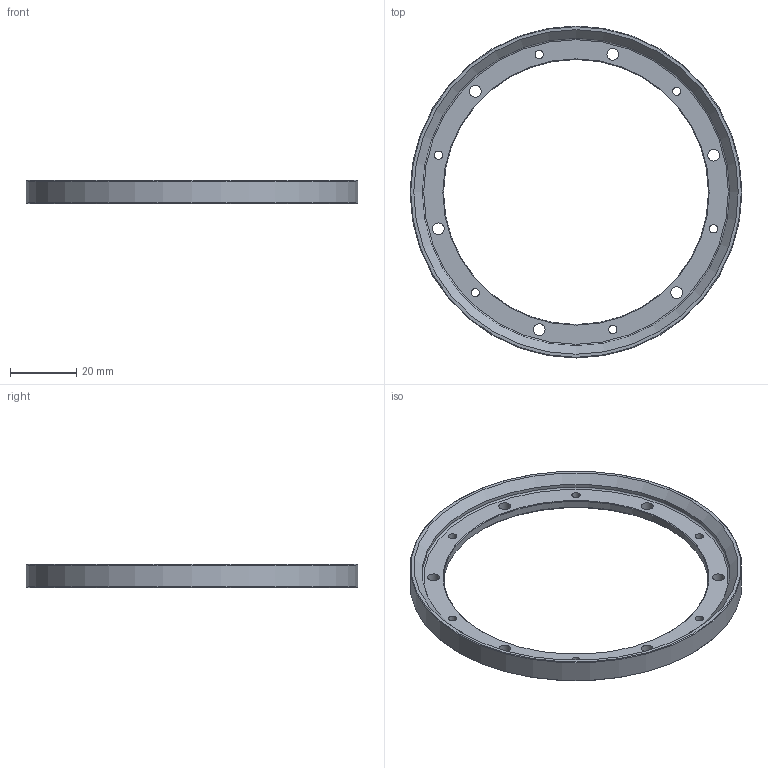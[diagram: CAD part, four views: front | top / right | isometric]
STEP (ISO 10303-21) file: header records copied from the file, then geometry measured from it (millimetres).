
FILE_DESCRIPTION(/* description */ (''),/* implementation_level */ '2;1');
FILE_NAME(/* name */ 'LA-9517-4817-01',/* time_stamp */ '2007-08-23T11:37:30+01:00',/* author */ (''),/* organization */ (''),/* preprocessor_version */ 'ST-DEVELOPER v9',/* originating_system */ 'UGS - NX 3.0',/* authorisation */ '');
FILE_SCHEMA (('CONFIG_CONTROL_DESIGN'));
Length unit declared in the file: millimetre
Products named in the file (1): lm119AB37y42
Bounding box: 100.25 x 100.25 x 7 mm (x, y, z)
Volume: 11739.9 mm3; surface area: 9348.6 mm2
Topology: 1 solids, 1 shells, 656 faces, 1766 edges, 1178 vertices
Faces by surface type: plane 403, extrusion 232, cylinder 15, cone 5, torus 1
Full cylindrical faces by diameter (mm): 2.5 x6, 3.55 x6, 80.002 x1, 93 x1, 100.25 x1
Entity records: 21344 total; most frequent: CARTESIAN_POINT 5733, ORIENTED_EDGE 3474, DIRECTION 2391, EDGE_CURVE 1737, VECTOR 1469, LINE 1237, VERTEX_POINT 1170, EDGE_LOOP 769
